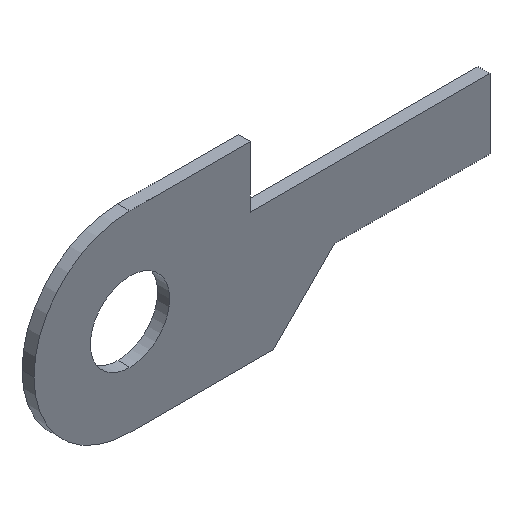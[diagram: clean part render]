
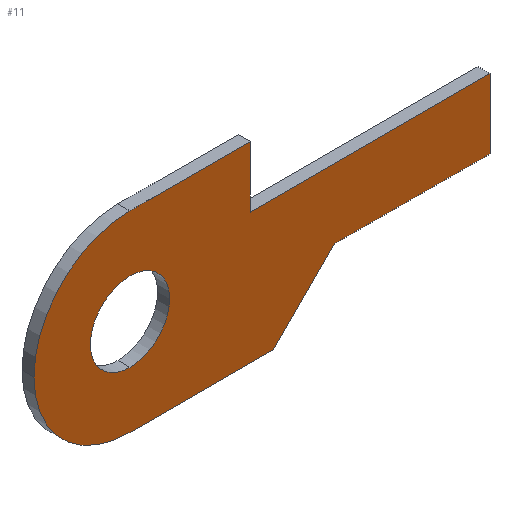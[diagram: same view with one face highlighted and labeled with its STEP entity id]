
A CAD part, isometric view. The second image highlights one B-rep face of the part: STEP entity #11.
In plain terms, the highlighted planar face has unit normal (0, -1, 0).
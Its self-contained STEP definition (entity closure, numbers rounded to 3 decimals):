
#2 = DIRECTION ( 'NONE',  ( 0., 0., -1. ) ) ;
#5 = AXIS2_PLACEMENT_3D ( 'NONE', #444, #313, #92 ) ;
#7 = AXIS2_PLACEMENT_3D ( 'NONE', #122, #245, #203 ) ;
#11 = ADVANCED_FACE ( 'NONE', ( #213, #175 ), #343, .F. ) ;
#16 = CARTESIAN_POINT ( 'NONE',  ( -4., 0., 4. ) ) ;
#20 = VERTEX_POINT ( 'NONE', #316 ) ;
#23 = DIRECTION ( 'NONE',  ( 0., 0., 1. ) ) ;
#26 = EDGE_CURVE ( 'NONE', #20, #335, #286, .T. ) ;
#27 = VERTEX_POINT ( 'NONE', #173 ) ;
#28 = VECTOR ( 'NONE', #342, 1000. ) ;
#29 = CIRCLE ( 'NONE', #7, 4. ) ;
#45 = CARTESIAN_POINT ( 'NONE',  ( 0., 0., -4. ) ) ;
#48 = DIRECTION ( 'NONE',  ( -0.707, 0., -0.707 ) ) ;
#56 = VERTEX_POINT ( 'NONE', #140 ) ;
#58 = DIRECTION ( 'NONE',  ( 1., 0., 0. ) ) ;
#64 = CARTESIAN_POINT ( 'NONE',  ( -4., 0., -4. ) ) ;
#69 = LINE ( 'NONE', #345, #189 ) ;
#78 = LINE ( 'NONE', #184, #279 ) ;
#87 = EDGE_LOOP ( 'NONE', ( #127, #338 ) ) ;
#92 = DIRECTION ( 'NONE',  ( 0., 0., 1. ) ) ;
#101 = CIRCLE ( 'NONE', #165, 1.65 ) ;
#104 = VERTEX_POINT ( 'NONE', #209 ) ;
#111 = VECTOR ( 'NONE', #152, 1000. ) ;
#114 = ORIENTED_EDGE ( 'NONE', *, *, #26, .F. ) ;
#121 = CIRCLE ( 'NONE', #280, 1.65 ) ;
#122 = CARTESIAN_POINT ( 'NONE',  ( 0., 0., 0. ) ) ;
#125 = LINE ( 'NONE', #379, #362 ) ;
#127 = ORIENTED_EDGE ( 'NONE', *, *, #396, .T. ) ;
#132 = EDGE_CURVE ( 'NONE', #56, #438, #69, .T. ) ;
#140 = CARTESIAN_POINT ( 'NONE',  ( 5., 0., 4. ) ) ;
#142 = CARTESIAN_POINT ( 'NONE',  ( 8.5, 0., -1.45 ) ) ;
#149 = DIRECTION ( 'NONE',  ( 0., 0., 1. ) ) ;
#152 = DIRECTION ( 'NONE',  ( 1., 0., 0. ) ) ;
#155 = DIRECTION ( 'NONE',  ( -1., 0., 0. ) ) ;
#158 = EDGE_CURVE ( 'NONE', #335, #405, #78, .T. ) ;
#165 = AXIS2_PLACEMENT_3D ( 'NONE', #429, #258, #149 ) ;
#167 = DIRECTION ( 'NONE',  ( 0., 1., 0. ) ) ;
#171 = AXIS2_PLACEMENT_3D ( 'NONE', #196, #411, #23 ) ;
#173 = CARTESIAN_POINT ( 'NONE',  ( 0., 0., -1.65 ) ) ;
#175 = FACE_BOUND ( 'NONE', #87, .T. ) ;
#176 = EDGE_LOOP ( 'NONE', ( #359, #226, #235, #247, #336, #114, #334, #384, #364 ) ) ;
#184 = CARTESIAN_POINT ( 'NONE',  ( 5.95, 0., -4. ) ) ;
#187 = CARTESIAN_POINT ( 'NONE',  ( 5., 0., 1.45 ) ) ;
#189 = VECTOR ( 'NONE', #2, 1000. ) ;
#193 = CARTESIAN_POINT ( 'NONE',  ( 5.95, 0., -4. ) ) ;
#196 = CARTESIAN_POINT ( 'NONE',  ( 0., 0., 0. ) ) ;
#198 = VERTEX_POINT ( 'NONE', #390 ) ;
#201 = VERTEX_POINT ( 'NONE', #327 ) ;
#203 = DIRECTION ( 'NONE',  ( 0., 0., 1. ) ) ;
#207 = DIRECTION ( 'NONE',  ( 0., 0., 1. ) ) ;
#209 = CARTESIAN_POINT ( 'NONE',  ( 15., 0., 1.45 ) ) ;
#213 = FACE_OUTER_BOUND ( 'NONE', #176, .T. ) ;
#226 = ORIENTED_EDGE ( 'NONE', *, *, #282, .T. ) ;
#227 = VECTOR ( 'NONE', #155, 1000. ) ;
#235 = ORIENTED_EDGE ( 'NONE', *, *, #377, .T. ) ;
#239 = VERTEX_POINT ( 'NONE', #45 ) ;
#245 = DIRECTION ( 'NONE',  ( 0., -1., 0. ) ) ;
#247 = ORIENTED_EDGE ( 'NONE', *, *, #253, .F. ) ;
#253 = EDGE_CURVE ( 'NONE', #405, #239, #281, .T. ) ;
#258 = DIRECTION ( 'NONE',  ( 0., 1., 0. ) ) ;
#261 = LINE ( 'NONE', #16, #111 ) ;
#269 = CARTESIAN_POINT ( 'NONE',  ( 0., 0., 0. ) ) ;
#279 = VECTOR ( 'NONE', #48, 1000. ) ;
#280 = AXIS2_PLACEMENT_3D ( 'NONE', #269, #167, #207 ) ;
#281 = LINE ( 'NONE', #64, #227 ) ;
#282 = EDGE_CURVE ( 'NONE', #201, #440, #369, .T. ) ;
#286 = LINE ( 'NONE', #142, #361 ) ;
#298 = EDGE_CURVE ( 'NONE', #104, #20, #329, .T. ) ;
#301 = CARTESIAN_POINT ( 'NONE',  ( 15., 0., 1.45 ) ) ;
#313 = DIRECTION ( 'NONE',  ( 0., 1., 0. ) ) ;
#316 = CARTESIAN_POINT ( 'NONE',  ( 15., 0., -1.45 ) ) ;
#325 = CARTESIAN_POINT ( 'NONE',  ( -4., 0., 0. ) ) ;
#327 = CARTESIAN_POINT ( 'NONE',  ( 0., 0., 4. ) ) ;
#329 = LINE ( 'NONE', #301, #28 ) ;
#334 = ORIENTED_EDGE ( 'NONE', *, *, #298, .F. ) ;
#335 = VERTEX_POINT ( 'NONE', #443 ) ;
#336 = ORIENTED_EDGE ( 'NONE', *, *, #158, .F. ) ;
#338 = ORIENTED_EDGE ( 'NONE', *, *, #441, .T. ) ;
#342 = DIRECTION ( 'NONE',  ( 0., 0., -1. ) ) ;
#343 = PLANE ( 'NONE',  #5 ) ;
#345 = CARTESIAN_POINT ( 'NONE',  ( 5., 0., 4. ) ) ;
#350 = EDGE_CURVE ( 'NONE', #438, #104, #125, .T. ) ;
#359 = ORIENTED_EDGE ( 'NONE', *, *, #421, .F. ) ;
#361 = VECTOR ( 'NONE', #416, 1000. ) ;
#362 = VECTOR ( 'NONE', #58, 1000. ) ;
#364 = ORIENTED_EDGE ( 'NONE', *, *, #132, .F. ) ;
#369 = CIRCLE ( 'NONE', #171, 4. ) ;
#377 = EDGE_CURVE ( 'NONE', #440, #239, #29, .T. ) ;
#379 = CARTESIAN_POINT ( 'NONE',  ( 5., 0., 1.45 ) ) ;
#384 = ORIENTED_EDGE ( 'NONE', *, *, #350, .F. ) ;
#390 = CARTESIAN_POINT ( 'NONE',  ( 0., 0., 1.65 ) ) ;
#396 = EDGE_CURVE ( 'NONE', #27, #198, #121, .T. ) ;
#405 = VERTEX_POINT ( 'NONE', #193 ) ;
#411 = DIRECTION ( 'NONE',  ( 0., -1., 0. ) ) ;
#416 = DIRECTION ( 'NONE',  ( -1., 0., 0. ) ) ;
#421 = EDGE_CURVE ( 'NONE', #201, #56, #261, .T. ) ;
#429 = CARTESIAN_POINT ( 'NONE',  ( 0., 0., 0. ) ) ;
#438 = VERTEX_POINT ( 'NONE', #187 ) ;
#440 = VERTEX_POINT ( 'NONE', #325 ) ;
#441 = EDGE_CURVE ( 'NONE', #198, #27, #101, .T. ) ;
#443 = CARTESIAN_POINT ( 'NONE',  ( 8.5, 0., -1.45 ) ) ;
#444 = CARTESIAN_POINT ( 'NONE',  ( 0., 0., 0. ) ) ;
